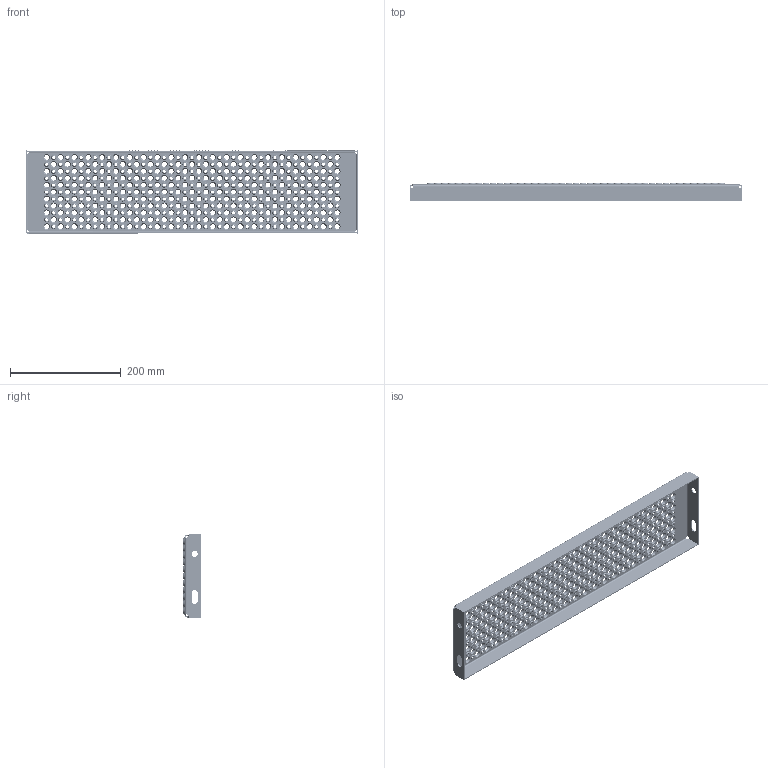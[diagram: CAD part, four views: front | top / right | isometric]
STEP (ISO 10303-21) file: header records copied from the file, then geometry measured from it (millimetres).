
FILE_DESCRIPTION (( 'STEP AP203' ), '1' );
FILE_NAME ('21010_PcP RUSTFRI TRIN_O2_150x600X32mm_M_OPTRÆK.STEP', '2014-02-18T07:10:13', ( '' ), ( '' ), 'SwSTEP 2.0', 'SolidWorks 2013', '' );
FILE_SCHEMA (( 'CONFIG_CONTROL_DESIGN' ));
Products named in the file (1): 21010_PcP RUSTFRI TRIN_O2_150x600X32mm_M_OPTRÆK
Bounding box: 600 x 32 x 150 mm (x, y, z)
Volume: 257089.5 mm3; surface area: 274919.2 mm2
Topology: 1 solids, 1 shells, 3373 faces, 7716 edges, 4818 vertices
Faces by surface type: cone 1892, cylinder 974, plane 499, bspline 8
Entity records: 98845 total; most frequent: DIRECTION 19186, CARTESIAN_POINT 16500, ORIENTED_EDGE 15432, AXIS2_PLACEMENT_3D 8136, EDGE_CURVE 7716, VERTEX_POINT 4818, EDGE_LOOP 4800, CIRCLE 4770
